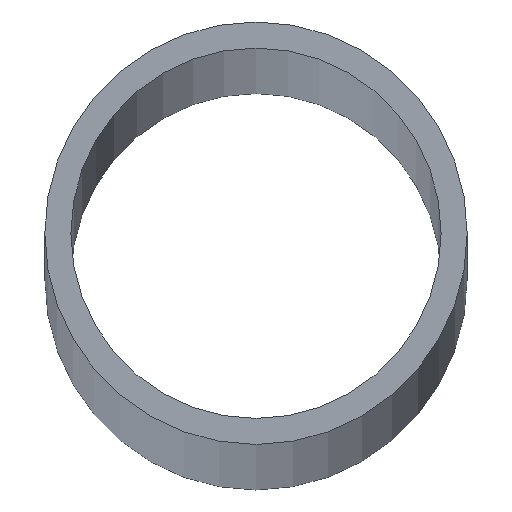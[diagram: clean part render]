
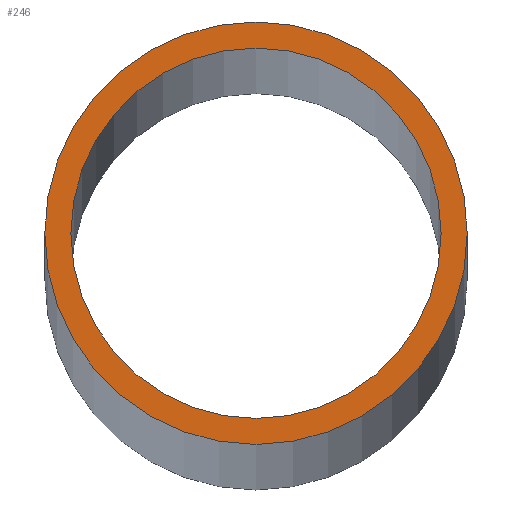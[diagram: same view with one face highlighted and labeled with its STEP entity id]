
A CAD part, top view. The second image highlights one B-rep face of the part: STEP entity #246.
In plain terms, the highlighted planar face has unit normal (0, 0, 1).
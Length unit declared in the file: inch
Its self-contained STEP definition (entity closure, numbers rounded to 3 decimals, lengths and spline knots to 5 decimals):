
#7 = CIRCLE ( 'NONE', #127, 1.75 ) ;
#10 = ORIENTED_EDGE ( 'NONE', *, *, #120, .F. ) ;
#35 = ORIENTED_EDGE ( 'NONE', *, *, #163, .F. ) ;
#63 = EDGE_CURVE ( 'NONE', #204, #108, #7, .T. ) ;
#64 = DIRECTION ( 'NONE',  ( 1., 0., 0. ) ) ;
#73 = AXIS2_PLACEMENT_3D ( 'NONE', #84, #196, #122 ) ;
#80 = FACE_BOUND ( 'NONE', #249, .T. ) ;
#83 = PLANE ( 'NONE',  #97 ) ;
#84 = CARTESIAN_POINT ( 'NONE',  ( 0., 0., 216. ) ) ;
#93 = CARTESIAN_POINT ( 'NONE',  ( 1.75, 0., 216. ) ) ;
#97 = AXIS2_PLACEMENT_3D ( 'NONE', #102, #121, #241 ) ;
#102 = CARTESIAN_POINT ( 'NONE',  ( 0., 0., 216. ) ) ;
#108 = VERTEX_POINT ( 'NONE', #93 ) ;
#110 = DIRECTION ( 'NONE',  ( 1., 0., 0. ) ) ;
#115 = DIRECTION ( 'NONE',  ( 0., 0., 1. ) ) ;
#120 = EDGE_CURVE ( 'NONE', #130, #132, #172, .T. ) ;
#121 = DIRECTION ( 'NONE',  ( 0., 0., 1. ) ) ;
#122 = DIRECTION ( 'NONE',  ( 1., 0., 0. ) ) ;
#125 = ORIENTED_EDGE ( 'NONE', *, *, #63, .T. ) ;
#127 = AXIS2_PLACEMENT_3D ( 'NONE', #139, #165, #110 ) ;
#130 = VERTEX_POINT ( 'NONE', #186 ) ;
#132 = VERTEX_POINT ( 'NONE', #171 ) ;
#133 = CIRCLE ( 'NONE', #138, 1.534 ) ;
#135 = CIRCLE ( 'NONE', #73, 1.75 ) ;
#138 = AXIS2_PLACEMENT_3D ( 'NONE', #149, #150, #64 ) ;
#139 = CARTESIAN_POINT ( 'NONE',  ( 0., 0., 216. ) ) ;
#149 = CARTESIAN_POINT ( 'NONE',  ( 0., 0., 216. ) ) ;
#150 = DIRECTION ( 'NONE',  ( 0., 0., 1. ) ) ;
#163 = EDGE_CURVE ( 'NONE', #132, #130, #133, .T. ) ;
#165 = DIRECTION ( 'NONE',  ( 0., 0., 1. ) ) ;
#170 = FACE_OUTER_BOUND ( 'NONE', #231, .T. ) ;
#171 = CARTESIAN_POINT ( 'NONE',  ( 1.534, 0., 216. ) ) ;
#172 = CIRCLE ( 'NONE', #210, 1.534 ) ;
#180 = ORIENTED_EDGE ( 'NONE', *, *, #252, .T. ) ;
#186 = CARTESIAN_POINT ( 'NONE',  ( -1.534, 0., 216. ) ) ;
#188 = DIRECTION ( 'NONE',  ( 1., 0., 0. ) ) ;
#191 = CARTESIAN_POINT ( 'NONE',  ( 0., 0., 216. ) ) ;
#196 = DIRECTION ( 'NONE',  ( 0., 0., 1. ) ) ;
#204 = VERTEX_POINT ( 'NONE', #232 ) ;
#210 = AXIS2_PLACEMENT_3D ( 'NONE', #191, #115, #188 ) ;
#231 = EDGE_LOOP ( 'NONE', ( #125, #180 ) ) ;
#232 = CARTESIAN_POINT ( 'NONE',  ( -1.75, 0., 216. ) ) ;
#241 = DIRECTION ( 'NONE',  ( 1., 0., 0. ) ) ;
#246 = ADVANCED_FACE ( 'NONE', ( #170, #80 ), #83, .T. ) ;
#249 = EDGE_LOOP ( 'NONE', ( #10, #35 ) ) ;
#252 = EDGE_CURVE ( 'NONE', #108, #204, #135, .T. ) ;
